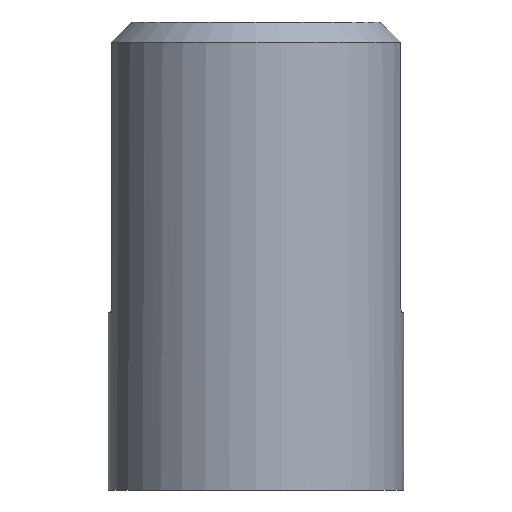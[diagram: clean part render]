
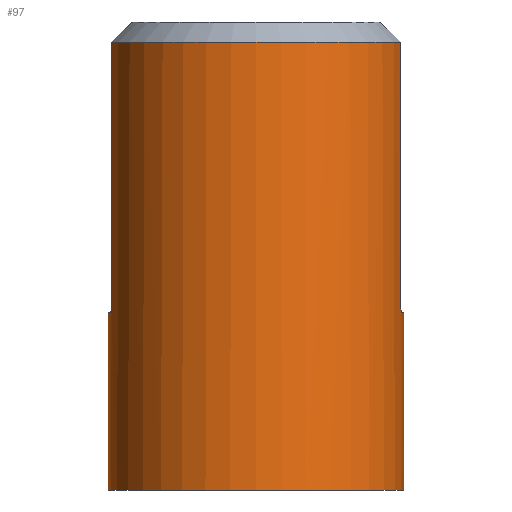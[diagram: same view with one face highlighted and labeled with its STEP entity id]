
A CAD part, front view. The second image highlights one B-rep face of the part: STEP entity #97.
In plain terms, the highlighted cylindrical face has radius 12.5 mm (diameter 25 mm), a partial arc.
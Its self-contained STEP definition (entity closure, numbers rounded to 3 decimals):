
#33 = VERTEX_POINT ( 'NONE', #1368 ) ;
#59 = DIRECTION ( 'NONE',  ( 0., 0., -1. ) ) ;
#97 = ADVANCED_FACE ( 'NONE', ( #1899 ), #109, .T. ) ;
#109 = CYLINDRICAL_SURFACE ( 'NONE', #448, 12.5 ) ;
#234 = CARTESIAN_POINT ( 'NONE',  ( -12.318, -2.131, 15. ) ) ;
#261 = EDGE_CURVE ( 'NONE', #33, #1228, #1157, .T. ) ;
#353 = CARTESIAN_POINT ( 'NONE',  ( 0., 0., 10.7 ) ) ;
#379 = CARTESIAN_POINT ( 'NONE',  ( -12.247, -2.5, 10.7 ) ) ;
#393 = AXIS2_PLACEMENT_3D ( 'NONE', #3079, #2846, #1376 ) ;
#427 = CARTESIAN_POINT ( 'NONE',  ( 12.247, -2.5, 15.367 ) ) ;
#448 = AXIS2_PLACEMENT_3D ( 'NONE', #353, #574, #3074 ) ;
#470 = CIRCLE ( 'NONE', #523, 12.5 ) ;
#485 = EDGE_CURVE ( 'NONE', #1607, #2112, #2460, .T. ) ;
#521 = CIRCLE ( 'NONE', #1468, 12.5 ) ;
#523 = AXIS2_PLACEMENT_3D ( 'NONE', #2456, #2947, #977 ) ;
#531 = CARTESIAN_POINT ( 'NONE',  ( -12.294, -2.26, 15.054 ) ) ;
#551 = ORIENTED_EDGE ( 'NONE', *, *, #2631, .T. ) ;
#574 = DIRECTION ( 'NONE',  ( 0., 0., -1. ) ) ;
#588 = VERTEX_POINT ( 'NONE', #2202 ) ;
#604 = DIRECTION ( 'NONE',  ( 0., 0., 1. ) ) ;
#668 = CARTESIAN_POINT ( 'NONE',  ( 12.5, 0., 15. ) ) ;
#705 = VERTEX_POINT ( 'NONE', #2309 ) ;
#804 = DIRECTION ( 'NONE',  ( 0., 0., -1. ) ) ;
#850 = VECTOR ( 'NONE', #2920, 1000. ) ;
#885 = VECTOR ( 'NONE', #2598, 1000. ) ;
#911 = CARTESIAN_POINT ( 'NONE',  ( -12.5, 0., 15. ) ) ;
#973 = EDGE_CURVE ( 'NONE', #1228, #1607, #2372, .T. ) ;
#977 = DIRECTION ( 'NONE',  ( -1., 0., 0. ) ) ;
#1021 = ORIENTED_EDGE ( 'NONE', *, *, #2889, .T. ) ;
#1157 = LINE ( 'NONE', #379, #885 ) ;
#1211 = EDGE_CURVE ( 'NONE', #2067, #2828, #1675, .T. ) ;
#1226 = CARTESIAN_POINT ( 'NONE',  ( 12.318, -2.131, 15. ) ) ;
#1228 = VERTEX_POINT ( 'NONE', #1983 ) ;
#1252 = DIRECTION ( 'NONE',  ( 1., 0., 0. ) ) ;
#1327 = CARTESIAN_POINT ( 'NONE',  ( -12.5, 0., 10.7 ) ) ;
#1368 = CARTESIAN_POINT ( 'NONE',  ( -12.247, -2.5, 37.9 ) ) ;
#1376 = DIRECTION ( 'NONE',  ( -1., 0., 0. ) ) ;
#1383 = ORIENTED_EDGE ( 'NONE', *, *, #485, .T. ) ;
#1431 = CARTESIAN_POINT ( 'NONE',  ( 12.259, -2.445, 15.237 ) ) ;
#1447 = EDGE_CURVE ( 'NONE', #588, #33, #3106, .T. ) ;
#1468 = AXIS2_PLACEMENT_3D ( 'NONE', #2111, #604, #2355 ) ;
#1607 = VERTEX_POINT ( 'NONE', #2591 ) ;
#1627 = VERTEX_POINT ( 'NONE', #668 ) ;
#1660 = EDGE_CURVE ( 'NONE', #1627, #1725, #2569, .T. ) ;
#1675 = B_SPLINE_CURVE_WITH_KNOTS ( 'NONE', 3,
 ( #1970, #1226, #2227, #1431, #427, #2249 ),
 .UNSPECIFIED., .F., .F.,
 ( 4, 2, 4 ),
 ( 0., 0., 0.001 ),
 .UNSPECIFIED. ) ;
#1717 = CARTESIAN_POINT ( 'NONE',  ( -12.339, -2., 15. ) ) ;
#1725 = VERTEX_POINT ( 'NONE', #2684 ) ;
#1750 = CARTESIAN_POINT ( 'NONE',  ( -12.247, -2.5, 15.367 ) ) ;
#1758 = CARTESIAN_POINT ( 'NONE',  ( 0., 0., 37.9 ) ) ;
#1899 = FACE_OUTER_BOUND ( 'NONE', #2709, .T. ) ;
#1968 = ORIENTED_EDGE ( 'NONE', *, *, #1211, .T. ) ;
#1970 = CARTESIAN_POINT ( 'NONE',  ( 12.339, -2., 15. ) ) ;
#1983 = CARTESIAN_POINT ( 'NONE',  ( -12.247, -2.5, 15.5 ) ) ;
#1988 = CARTESIAN_POINT ( 'NONE',  ( 12.247, -2.5, 15.5 ) ) ;
#2025 = CARTESIAN_POINT ( 'NONE',  ( -12.247, -2.5, 15.5 ) ) ;
#2058 = LINE ( 'NONE', #1327, #2884 ) ;
#2067 = VERTEX_POINT ( 'NONE', #3126 ) ;
#2089 = CARTESIAN_POINT ( 'NONE',  ( 12.5, 0., 10.7 ) ) ;
#2111 = CARTESIAN_POINT ( 'NONE',  ( 0., 0., 0. ) ) ;
#2112 = VERTEX_POINT ( 'NONE', #911 ) ;
#2121 = AXIS2_PLACEMENT_3D ( 'NONE', #1758, #804, #1252 ) ;
#2202 = CARTESIAN_POINT ( 'NONE',  ( 12.247, -2.5, 37.9 ) ) ;
#2208 = VECTOR ( 'NONE', #2334, 1000. ) ;
#2227 = CARTESIAN_POINT ( 'NONE',  ( 12.294, -2.26, 15.053 ) ) ;
#2249 = CARTESIAN_POINT ( 'NONE',  ( 12.247, -2.5, 15.5 ) ) ;
#2309 = CARTESIAN_POINT ( 'NONE',  ( -12.5, 0., 0. ) ) ;
#2334 = DIRECTION ( 'NONE',  ( 0., 0., -1. ) ) ;
#2355 = DIRECTION ( 'NONE',  ( 1., 0., 0. ) ) ;
#2372 = B_SPLINE_CURVE_WITH_KNOTS ( 'NONE', 3,
 ( #2025, #1750, #2949, #531, #234, #1717 ),
 .UNSPECIFIED., .F., .F.,
 ( 4, 2, 4 ),
 ( 0., 0., 0.001 ),
 .UNSPECIFIED. ) ;
#2394 = ORIENTED_EDGE ( 'NONE', *, *, #973, .T. ) ;
#2426 = CARTESIAN_POINT ( 'NONE',  ( 12.247, -2.5, 10.7 ) ) ;
#2456 = CARTESIAN_POINT ( 'NONE',  ( 0., 0., 15. ) ) ;
#2460 = CIRCLE ( 'NONE', #393, 12.5 ) ;
#2521 = ORIENTED_EDGE ( 'NONE', *, *, #2921, .T. ) ;
#2533 = ORIENTED_EDGE ( 'NONE', *, *, #261, .T. ) ;
#2569 = LINE ( 'NONE', #2089, #2208 ) ;
#2591 = CARTESIAN_POINT ( 'NONE',  ( -12.339, -2., 15. ) ) ;
#2598 = DIRECTION ( 'NONE',  ( 0., 0., -1. ) ) ;
#2631 = EDGE_CURVE ( 'NONE', #705, #1725, #521, .T. ) ;
#2684 = CARTESIAN_POINT ( 'NONE',  ( 12.5, 0., 0. ) ) ;
#2709 = EDGE_LOOP ( 'NONE', ( #3042, #1021, #1968, #2734, #3001, #2533, #2394, #1383, #2521, #551 ) ) ;
#2734 = ORIENTED_EDGE ( 'NONE', *, *, #3150, .T. ) ;
#2828 = VERTEX_POINT ( 'NONE', #1988 ) ;
#2846 = DIRECTION ( 'NONE',  ( 0., 0., -1. ) ) ;
#2884 = VECTOR ( 'NONE', #59, 1000. ) ;
#2889 = EDGE_CURVE ( 'NONE', #1627, #2067, #470, .T. ) ;
#2920 = DIRECTION ( 'NONE',  ( 0., 0., 1. ) ) ;
#2921 = EDGE_CURVE ( 'NONE', #2112, #705, #2058, .T. ) ;
#2947 = DIRECTION ( 'NONE',  ( 0., 0., -1. ) ) ;
#2949 = CARTESIAN_POINT ( 'NONE',  ( -12.259, -2.445, 15.237 ) ) ;
#3001 = ORIENTED_EDGE ( 'NONE', *, *, #1447, .T. ) ;
#3042 = ORIENTED_EDGE ( 'NONE', *, *, #1660, .F. ) ;
#3074 = DIRECTION ( 'NONE',  ( -1., 0., 0. ) ) ;
#3079 = CARTESIAN_POINT ( 'NONE',  ( 0., 0., 15. ) ) ;
#3106 = CIRCLE ( 'NONE', #2121, 12.5 ) ;
#3126 = CARTESIAN_POINT ( 'NONE',  ( 12.339, -2., 15. ) ) ;
#3150 = EDGE_CURVE ( 'NONE', #2828, #588, #3176, .T. ) ;
#3176 = LINE ( 'NONE', #2426, #850 ) ;
